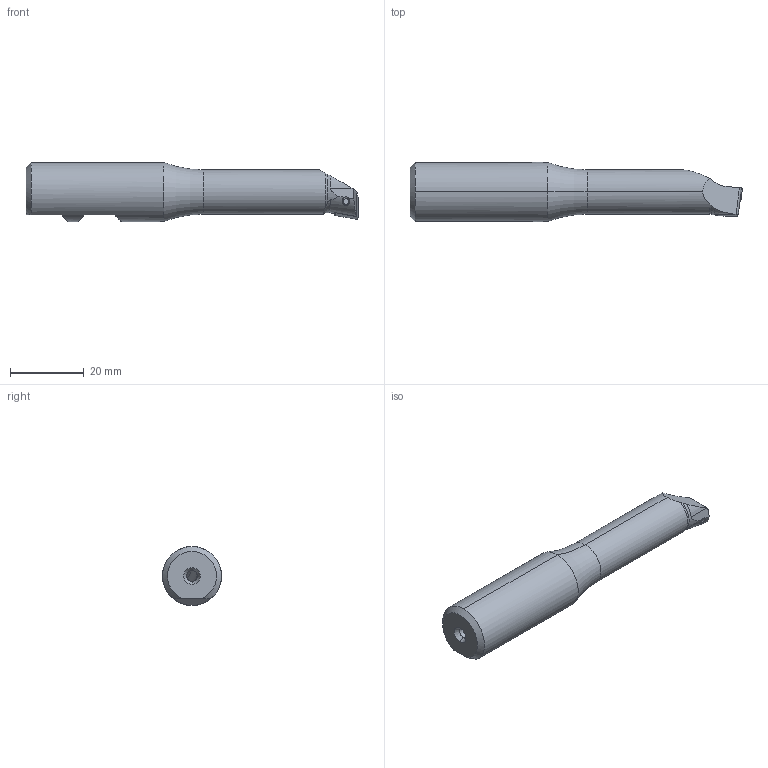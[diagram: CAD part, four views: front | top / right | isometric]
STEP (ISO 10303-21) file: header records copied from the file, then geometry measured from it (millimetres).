
FILE_DESCRIPTION (( 'STEP AP214' ), '1' );
FILE_NAME ('B15.WCA.K11.090.STEP', '2019-01-30T07:25:25', ( '' ), ( '' ), 'SwSTEP 2.0', 'SolidWorks 2017', '' );
FILE_SCHEMA (( 'AUTOMOTIVE_DESIGN' ));
Length unit declared in the file: millimetre
Products named in the file (7): B15.WCA.K11.090; B15-WCA.K11.090_A; CCMT060204; WCA-ER2.001.006_A
Assembly tree (3 placements, depth 2):
  B15.WCA.K11.090
    B15-WCA.K11.090_A
    CCMT060204
    WCA-ER2.001.006_A
  B15-WCA.K11.090_A
  CCMT060204
  WCA-ER2.001.006_A
Bounding box: 90 x 16 x 16 mm (x, y, z)
Volume: 12161.7 mm3; surface area: 4985.9 mm2
Topology: 3 solids, 3 shells, 126 faces, 324 edges, 199 vertices
Faces by surface type: cylinder 39, plane 33, cone 27, bspline 13, torus 12, sphere 2
Entity records: 4806 total; most frequent: CARTESIAN_POINT 1366, ORIENTED_EDGE 640, DIRECTION 567, EDGE_CURVE 320, AXIS2_PLACEMENT_3D 224, VERTEX_POINT 199, EDGE_LOOP 131, FACE_OUTER_BOUND 126
